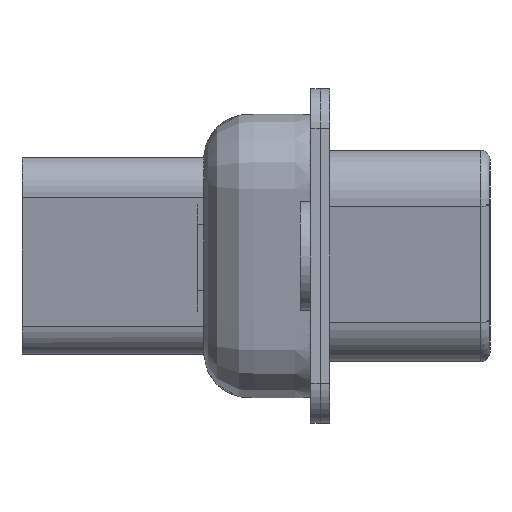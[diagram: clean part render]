
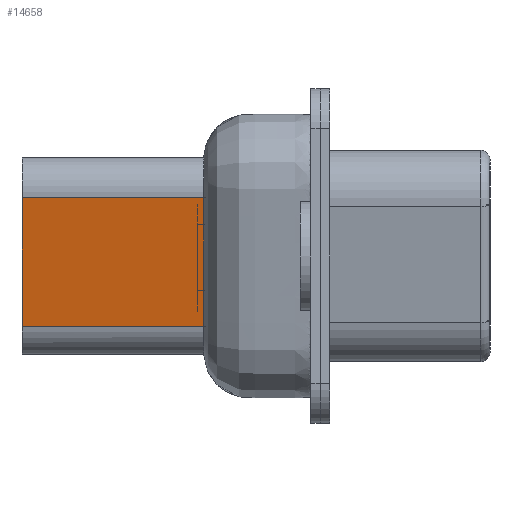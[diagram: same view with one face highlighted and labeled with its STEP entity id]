
A CAD part, left-side view. The second image highlights one B-rep face of the part: STEP entity #14658.
In plain terms, the highlighted face is planar.
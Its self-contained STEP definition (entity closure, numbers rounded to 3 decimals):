
#1403=LINE('',#23354,#2141);
#1691=LINE('',#26118,#2429);
#1692=LINE('',#26120,#2430);
#1693=LINE('',#26122,#2431);
#1694=LINE('',#26124,#2432);
#1695=LINE('',#26126,#2433);
#2141=VECTOR('',#18558,1000.);
#2429=VECTOR('',#19860,1000.);
#2430=VECTOR('',#19863,1000.);
#2431=VECTOR('',#19864,1000.);
#2432=VECTOR('',#19865,1000.);
#2433=VECTOR('',#19866,1000.);
#5327=ORIENTED_EDGE('',*,*,#8407,.F.);
#5328=ORIENTED_EDGE('',*,*,#8406,.F.);
#5329=ORIENTED_EDGE('',*,*,#7492,.T.);
#5330=ORIENTED_EDGE('',*,*,#8408,.T.);
#5331=ORIENTED_EDGE('',*,*,#8409,.F.);
#5332=ORIENTED_EDGE('',*,*,#8410,.F.);
#7492=EDGE_CURVE('',#9362,#9361,#1403,.T.);
#8406=EDGE_CURVE('',#9362,#9954,#1691,.T.);
#8407=EDGE_CURVE('',#9954,#9955,#1692,.T.);
#8408=EDGE_CURVE('',#9361,#9956,#1693,.T.);
#8409=EDGE_CURVE('',#9957,#9956,#1694,.T.);
#8410=EDGE_CURVE('',#9955,#9957,#1695,.T.);
#9361=VERTEX_POINT('',#23353);
#9362=VERTEX_POINT('',#23355);
#9954=VERTEX_POINT('',#26117);
#9955=VERTEX_POINT('',#26121);
#9956=VERTEX_POINT('',#26123);
#9957=VERTEX_POINT('',#26125);
#11904=EDGE_LOOP('',(#5327,#5328,#5329,#5330,#5331,#5332));
#13276=FACE_BOUND('',#11904,.T.);
#13833=PLANE('',#16303);
#14658=ADVANCED_FACE('',(#13276),#13833,.T.);
#16303=AXIS2_PLACEMENT_3D('',#26119,#19861,#19862);
#18558=DIRECTION('',(-0.174,0.,-0.985));
#19860=DIRECTION('',(0.,1.,0.));
#19861=DIRECTION('',(0.985,0.,-0.174));
#19862=DIRECTION('',(-0.174,0.,-0.985));
#19863=DIRECTION('',(-0.174,0.,-0.985));
#19864=DIRECTION('',(0.,1.,0.));
#19865=DIRECTION('',(-0.174,0.,-0.985));
#19866=DIRECTION('',(-0.174,0.,-0.985));
#23353=CARTESIAN_POINT('',(26.284,-7.35,-2.626));
#23354=CARTESIAN_POINT('',(27.13,-7.35,2.174));
#23355=CARTESIAN_POINT('',(27.13,-7.35,2.174));
#26117=CARTESIAN_POINT('',(27.13,0.,2.174));
#26118=CARTESIAN_POINT('',(27.13,-7.35,2.174));
#26119=CARTESIAN_POINT('',(27.13,-7.35,2.174));
#26120=CARTESIAN_POINT('',(27.13,0.,2.174));
#26121=CARTESIAN_POINT('',(27.113,0.,2.075));
#26122=CARTESIAN_POINT('',(26.284,-7.35,-2.626));
#26123=CARTESIAN_POINT('',(26.284,0.,-2.626));
#26124=CARTESIAN_POINT('',(27.13,0.,2.174));
#26125=CARTESIAN_POINT('',(26.302,0.,-2.525));
#26126=CARTESIAN_POINT('',(27.13,0.,2.174));
